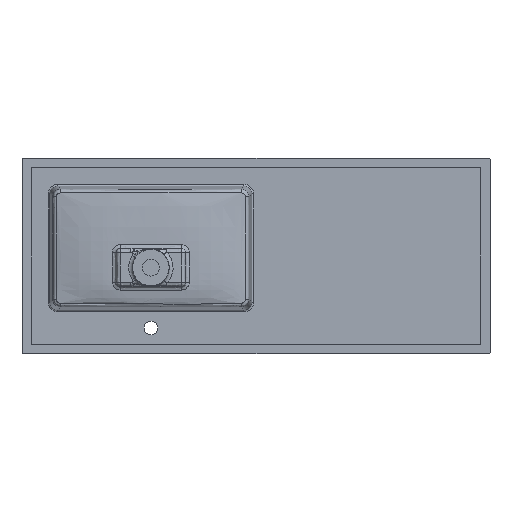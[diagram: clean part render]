
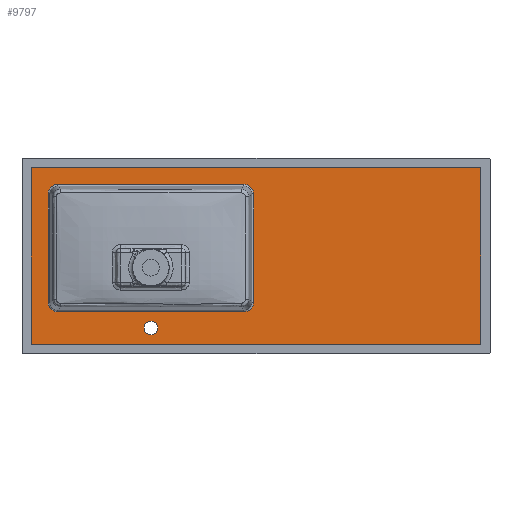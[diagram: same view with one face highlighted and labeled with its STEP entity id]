
A CAD part, front view. The second image highlights one B-rep face of the part: STEP entity #9797.
In plain terms, the highlighted planar face has unit normal (0, -1, 0).
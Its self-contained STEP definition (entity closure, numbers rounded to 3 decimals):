
#101 = VERTEX_POINT ( 'NONE', #7906 ) ;
#492 = ORIENTED_EDGE ( 'NONE', *, *, #22324, .T. ) ;
#567 = ORIENTED_EDGE ( 'NONE', *, *, #19891, .F. ) ;
#789 = DIRECTION ( 'NONE',  ( 0., 1., 0. ) ) ;
#851 = VECTOR ( 'NONE', #2796, 1000. ) ;
#908 = FACE_BOUND ( 'NONE', #13509, .T. ) ;
#1014 = CARTESIAN_POINT ( 'NONE',  ( 0., -12., -143.205 ) ) ;
#1166 = CARTESIAN_POINT ( 'NONE',  ( -533.205, -12., 159.03 ) ) ;
#1246 = DIRECTION ( 'NONE',  ( -1., 0., 0. ) ) ;
#1360 = CARTESIAN_POINT ( 'NONE',  ( 575.945, -12., 225.945 ) ) ;
#1385 = EDGE_CURVE ( 'NONE', #20931, #3241, #7838, .T. ) ;
#1573 = LINE ( 'NONE', #4568, #851 ) ;
#1641 = ORIENTED_EDGE ( 'NONE', *, *, #2152, .F. ) ;
#1907 = DIRECTION ( 'NONE',  ( 0., 0., 1. ) ) ;
#2044 = CARTESIAN_POINT ( 'NONE',  ( -6.065, -12., 173.642 ) ) ;
#2056 = CARTESIAN_POINT ( 'NONE',  ( -575.945, -12., 0. ) ) ;
#2152 = EDGE_CURVE ( 'NONE', #101, #7072, #3951, .T. ) ;
#2335 = CARTESIAN_POINT ( 'NONE',  ( -533.205, -12., 173.642 ) ) ;
#2470 = CARTESIAN_POINT ( 'NONE',  ( -6.065, -12., -132.912 ) ) ;
#2559 = FACE_OUTER_BOUND ( 'NONE', #13090, .T. ) ;
#2609 = CARTESIAN_POINT ( 'NONE',  ( -508.3, -12., 183.935 ) ) ;
#2740 =( BOUNDED_CURVE ( )  B_SPLINE_CURVE ( 3, ( #11126, #18199, #2044, #21842 ),
 .UNSPECIFIED., .F., .T. ) 
 B_SPLINE_CURVE_WITH_KNOTS ( ( 4, 4 ),
 ( 2.36, 3.923 ),
 .UNSPECIFIED. ) 
 CURVE ( )  GEOMETRIC_REPRESENTATION_ITEM ( )  RATIONAL_B_SPLINE_CURVE ( ( 1., 0.807, 0.807, 1. ) ) 
 REPRESENTATION_ITEM ( '' )  );
#2796 = DIRECTION ( 'NONE',  ( 1., 0., 0. ) ) ;
#2911 = FACE_BOUND ( 'NONE', #3519, .T. ) ;
#3062 = VERTEX_POINT ( 'NONE', #1166 ) ;
#3100 = ORIENTED_EDGE ( 'NONE', *, *, #9852, .T. ) ;
#3241 = VERTEX_POINT ( 'NONE', #6453 ) ;
#3441 = VERTEX_POINT ( 'NONE', #1360 ) ;
#3519 = EDGE_LOOP ( 'NONE', ( #23283, #8710, #492, #22156, #3100, #19499, #8900, #8153 ) ) ;
#3720 = CARTESIAN_POINT ( 'NONE',  ( 0., -12., -225.945 ) ) ;
#3933 = CARTESIAN_POINT ( 'NONE',  ( -508.3, -12., -143.205 ) ) ;
#3951 = LINE ( 'NONE', #3720, #5730 ) ;
#3977 = CARTESIAN_POINT ( 'NONE',  ( -6.065, -12., -118.3 ) ) ;
#4066 = DIRECTION ( 'NONE',  ( 1., 0., 0. ) ) ;
#4230 = DIRECTION ( 'NONE',  ( 0., 0., -1. ) ) ;
#4568 = CARTESIAN_POINT ( 'NONE',  ( 0., -12., 183.935 ) ) ;
#4701 = CARTESIAN_POINT ( 'NONE',  ( -30.97, -12., 183.935 ) ) ;
#5308 = VERTEX_POINT ( 'NONE', #11269 ) ;
#5730 = VECTOR ( 'NONE', #8909, 1000. ) ;
#5796 = VERTEX_POINT ( 'NONE', #3933 ) ;
#6225 = ORIENTED_EDGE ( 'NONE', *, *, #12337, .F. ) ;
#6453 = CARTESIAN_POINT ( 'NONE',  ( -30.97, -12., -143.205 ) ) ;
#6991 = CARTESIAN_POINT ( 'NONE',  ( -533.205, -12., -118.3 ) ) ;
#7072 = VERTEX_POINT ( 'NONE', #14943 ) ;
#7254 = AXIS2_PLACEMENT_3D ( 'NONE', #17732, #789, #17188 ) ;
#7838 =( BOUNDED_CURVE ( )  B_SPLINE_CURVE ( 3, ( #9898, #2470, #9777, #16980 ),
 .UNSPECIFIED., .F., .T. ) 
 B_SPLINE_CURVE_WITH_KNOTS ( ( 4, 4 ),
 ( 2.36, 3.923 ),
 .UNSPECIFIED. ) 
 CURVE ( )  GEOMETRIC_REPRESENTATION_ITEM ( )  RATIONAL_B_SPLINE_CURVE ( ( 1., 0.807, 0.807, 1. ) ) 
 REPRESENTATION_ITEM ( '' )  );
#7906 = CARTESIAN_POINT ( 'NONE',  ( 575.945, -12., -225.945 ) ) ;
#8153 = ORIENTED_EDGE ( 'NONE', *, *, #1385, .T. ) ;
#8215 = CARTESIAN_POINT ( 'NONE',  ( -269.635, -12., -167.234 ) ) ;
#8561 = LINE ( 'NONE', #1014, #21539 ) ;
#8710 = ORIENTED_EDGE ( 'NONE', *, *, #13764, .T. ) ;
#8900 = ORIENTED_EDGE ( 'NONE', *, *, #15802, .T. ) ;
#8909 = DIRECTION ( 'NONE',  ( -1., 0., 0. ) ) ;
#9071 = VECTOR ( 'NONE', #4066, 1000. ) ;
#9077 = VERTEX_POINT ( 'NONE', #9929 ) ;
#9253 = DIRECTION ( 'NONE',  ( 0., 0., 1. ) ) ;
#9777 = CARTESIAN_POINT ( 'NONE',  ( -16.358, -12., -143.205 ) ) ;
#9797 = ADVANCED_FACE ( 'NONE', ( #908, #2911, #2559 ), #13667, .F. ) ;
#9852 = EDGE_CURVE ( 'NONE', #18958, #13889, #1573, .T. ) ;
#9898 = CARTESIAN_POINT ( 'NONE',  ( -6.065, -12., -118.3 ) ) ;
#9929 = CARTESIAN_POINT ( 'NONE',  ( -533.205, -12., -118.3 ) ) ;
#10253 = EDGE_CURVE ( 'NONE', #13889, #5308, #2740, .T. ) ;
#11126 = CARTESIAN_POINT ( 'NONE',  ( -30.97, -12., 183.935 ) ) ;
#11258 = VECTOR ( 'NONE', #17225, 1000. ) ;
#11262 = CARTESIAN_POINT ( 'NONE',  ( -575.945, -12., 225.945 ) ) ;
#11269 = CARTESIAN_POINT ( 'NONE',  ( -6.065, -12., 159.03 ) ) ;
#12337 = EDGE_CURVE ( 'NONE', #7072, #14807, #23151, .T. ) ;
#12878 = EDGE_CURVE ( 'NONE', #3241, #5796, #8561, .T. ) ;
#13090 = EDGE_LOOP ( 'NONE', ( #18672, #6225, #1641, #567 ) ) ;
#13201 = CARTESIAN_POINT ( 'NONE',  ( -6.065, -12., 0. ) ) ;
#13319 = CARTESIAN_POINT ( 'NONE',  ( -522.912, -12., 183.935 ) ) ;
#13509 = EDGE_LOOP ( 'NONE', ( #22275 ) ) ;
#13655 = VECTOR ( 'NONE', #9253, 1000. ) ;
#13667 = PLANE ( 'NONE',  #7254 ) ;
#13736 = CARTESIAN_POINT ( 'NONE',  ( -533.205, -12., -132.912 ) ) ;
#13764 = EDGE_CURVE ( 'NONE', #5796, #9077, #14181, .T. ) ;
#13851 = CARTESIAN_POINT ( 'NONE',  ( -508.3, -12., -143.205 ) ) ;
#13889 = VERTEX_POINT ( 'NONE', #4701 ) ;
#14181 =( BOUNDED_CURVE ( )  B_SPLINE_CURVE ( 3, ( #13851, #21137, #13736, #6991 ),
 .UNSPECIFIED., .F., .T. ) 
 B_SPLINE_CURVE_WITH_KNOTS ( ( 4, 4 ),
 ( 2.36, 3.923 ),
 .UNSPECIFIED. ) 
 CURVE ( )  GEOMETRIC_REPRESENTATION_ITEM ( )  RATIONAL_B_SPLINE_CURVE ( ( 1., 0.807, 0.807, 1. ) ) 
 REPRESENTATION_ITEM ( '' )  );
#14774 = EDGE_CURVE ( 'NONE', #14807, #3441, #14923, .T. ) ;
#14807 = VERTEX_POINT ( 'NONE', #11262 ) ;
#14809 =( BOUNDED_CURVE ( )  B_SPLINE_CURVE ( 3, ( #22254, #2335, #13319, #16961 ),
 .UNSPECIFIED., .F., .T. ) 
 B_SPLINE_CURVE_WITH_KNOTS ( ( 4, 4 ),
 ( 2.36, 3.923 ),
 .UNSPECIFIED. ) 
 CURVE ( )  GEOMETRIC_REPRESENTATION_ITEM ( )  RATIONAL_B_SPLINE_CURVE ( ( 1., 0.807, 0.807, 1. ) ) 
 REPRESENTATION_ITEM ( '' )  );
#14923 = LINE ( 'NONE', #20331, #9071 ) ;
#14943 = CARTESIAN_POINT ( 'NONE',  ( -575.945, -12., -225.945 ) ) ;
#15802 = EDGE_CURVE ( 'NONE', #5308, #20931, #20379, .T. ) ;
#15938 = EDGE_CURVE ( 'NONE', #3062, #18958, #14809, .T. ) ;
#16961 = CARTESIAN_POINT ( 'NONE',  ( -508.3, -12., 183.935 ) ) ;
#16980 = CARTESIAN_POINT ( 'NONE',  ( -30.97, -12., -143.205 ) ) ;
#17188 = DIRECTION ( 'NONE',  ( 0., 0., 1. ) ) ;
#17225 = DIRECTION ( 'NONE',  ( 0., 0., -1. ) ) ;
#17655 = EDGE_CURVE ( 'NONE', #20940, #20940, #22906, .T. ) ;
#17732 = CARTESIAN_POINT ( 'NONE',  ( 0., -12., 0. ) ) ;
#17948 = CARTESIAN_POINT ( 'NONE',  ( -269.635, -12., -184.734 ) ) ;
#18199 = CARTESIAN_POINT ( 'NONE',  ( -16.358, -12., 183.935 ) ) ;
#18672 = ORIENTED_EDGE ( 'NONE', *, *, #14774, .F. ) ;
#18958 = VERTEX_POINT ( 'NONE', #2609 ) ;
#19485 = LINE ( 'NONE', #23241, #21428 ) ;
#19499 = ORIENTED_EDGE ( 'NONE', *, *, #10253, .T. ) ;
#19622 = LINE ( 'NONE', #22512, #11258 ) ;
#19891 = EDGE_CURVE ( 'NONE', #3441, #101, #19622, .T. ) ;
#20331 = CARTESIAN_POINT ( 'NONE',  ( 0., -12., 225.945 ) ) ;
#20379 = LINE ( 'NONE', #13201, #20768 ) ;
#20768 = VECTOR ( 'NONE', #4230, 1000. ) ;
#20931 = VERTEX_POINT ( 'NONE', #3977 ) ;
#20940 = VERTEX_POINT ( 'NONE', #8215 ) ;
#21137 = CARTESIAN_POINT ( 'NONE',  ( -522.912, -12., -143.205 ) ) ;
#21428 = VECTOR ( 'NONE', #22581, 1000. ) ;
#21539 = VECTOR ( 'NONE', #1246, 1000. ) ;
#21593 = DIRECTION ( 'NONE',  ( 0., 1., 0. ) ) ;
#21842 = CARTESIAN_POINT ( 'NONE',  ( -6.065, -12., 159.03 ) ) ;
#22156 = ORIENTED_EDGE ( 'NONE', *, *, #15938, .T. ) ;
#22254 = CARTESIAN_POINT ( 'NONE',  ( -533.205, -12., 159.03 ) ) ;
#22275 = ORIENTED_EDGE ( 'NONE', *, *, #17655, .T. ) ;
#22324 = EDGE_CURVE ( 'NONE', #9077, #3062, #19485, .T. ) ;
#22512 = CARTESIAN_POINT ( 'NONE',  ( 575.945, -12., 0. ) ) ;
#22581 = DIRECTION ( 'NONE',  ( 0., 0., 1. ) ) ;
#22906 = CIRCLE ( 'NONE', #23274, 17.5 ) ;
#23151 = LINE ( 'NONE', #2056, #13655 ) ;
#23241 = CARTESIAN_POINT ( 'NONE',  ( -533.205, -12., 0. ) ) ;
#23274 = AXIS2_PLACEMENT_3D ( 'NONE', #17948, #21593, #1907 ) ;
#23283 = ORIENTED_EDGE ( 'NONE', *, *, #12878, .T. ) ;
